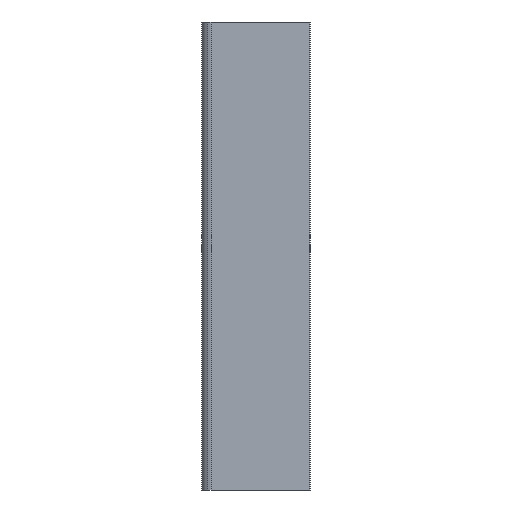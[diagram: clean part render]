
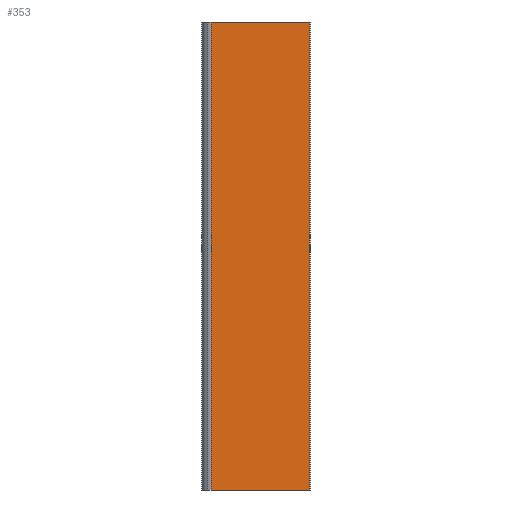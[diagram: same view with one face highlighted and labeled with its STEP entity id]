
A CAD part, left-side view. The second image highlights one B-rep face of the part: STEP entity #353.
In plain terms, the highlighted planar face has unit normal (-1, 0, 0).
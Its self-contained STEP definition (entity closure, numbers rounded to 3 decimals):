
#7 = DIRECTION ( 'NONE',  ( 0., -1., 0. ) ) ;
#14 = CARTESIAN_POINT ( 'NONE',  ( -250.8, -0.5, 0. ) ) ;
#27 = DIRECTION ( 'NONE',  ( 0., -1., 0. ) ) ;
#29 = CARTESIAN_POINT ( 'NONE',  ( -250.8, -8.398, -65. ) ) ;
#53 = CARTESIAN_POINT ( 'NONE',  ( -250.8, -8.398, -65. ) ) ;
#59 = DIRECTION ( 'NONE',  ( 0., -1., 0. ) ) ;
#67 = CARTESIAN_POINT ( 'NONE',  ( -250.8, -14.2, -65. ) ) ;
#79 = DIRECTION ( 'NONE',  ( 0., 0., 1. ) ) ;
#124 = CARTESIAN_POINT ( 'NONE',  ( -250.8, -14.2, -65. ) ) ;
#133 = PLANE ( 'NONE',  #296 ) ;
#172 = DIRECTION ( 'NONE',  ( -1., 0., 0. ) ) ;
#194 = CARTESIAN_POINT ( 'NONE',  ( -250.8, -8.398, 0. ) ) ;
#200 = CARTESIAN_POINT ( 'NONE',  ( -250.8, -0.5, -65. ) ) ;
#204 = DIRECTION ( 'NONE',  ( 0., 0., 1. ) ) ;
#207 = CARTESIAN_POINT ( 'NONE',  ( -250.8, -0.5, -65. ) ) ;
#230 = CARTESIAN_POINT ( 'NONE',  ( -250.8, -14.2, 0. ) ) ;
#239 = EDGE_CURVE ( 'NONE', #404, #405, #504, .T. ) ;
#240 = EDGE_CURVE ( 'NONE', #399, #404, #512, .T. ) ;
#249 = EDGE_CURVE ( 'NONE', #399, #403, #527, .T. ) ;
#262 = EDGE_CURVE ( 'NONE', #403, #405, #549, .T. ) ;
#296 = AXIS2_PLACEMENT_3D ( 'NONE', #53, #172, #59 ) ;
#353 = ADVANCED_FACE ( 'NONE', ( #581 ), #133, .T. ) ;
#363 = EDGE_LOOP ( 'NONE', ( #461, #462, #463, #464 ) ) ;
#399 = VERTEX_POINT ( 'NONE', #200 ) ;
#403 = VERTEX_POINT ( 'NONE', #124 ) ;
#404 = VERTEX_POINT ( 'NONE', #14 ) ;
#405 = VERTEX_POINT ( 'NONE', #230 ) ;
#461 = ORIENTED_EDGE ( 'NONE', *, *, #239, .F. ) ;
#462 = ORIENTED_EDGE ( 'NONE', *, *, #240, .F. ) ;
#463 = ORIENTED_EDGE ( 'NONE', *, *, #249, .T. ) ;
#464 = ORIENTED_EDGE ( 'NONE', *, *, #262, .T. ) ;
#504 = LINE ( 'NONE', #194, #513 ) ;
#512 = LINE ( 'NONE', #207, #515 ) ;
#513 = VECTOR ( 'NONE', #7, 1000. ) ;
#515 = VECTOR ( 'NONE', #204, 1000. ) ;
#527 = LINE ( 'NONE', #29, #529 ) ;
#529 = VECTOR ( 'NONE', #27, 1000. ) ;
#549 = LINE ( 'NONE', #67, #552 ) ;
#552 = VECTOR ( 'NONE', #79, 1000. ) ;
#581 = FACE_OUTER_BOUND ( 'NONE', #363, .T. ) ;
